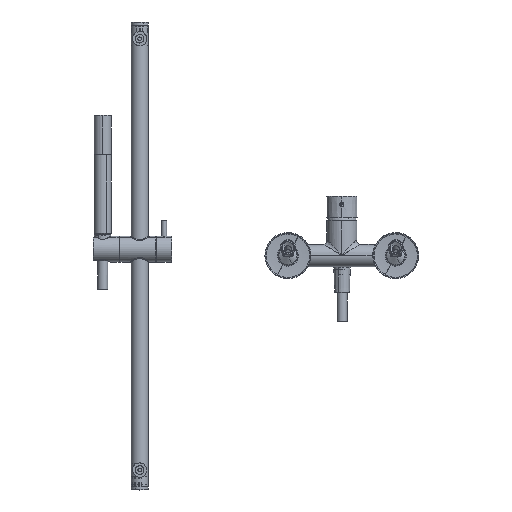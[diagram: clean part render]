
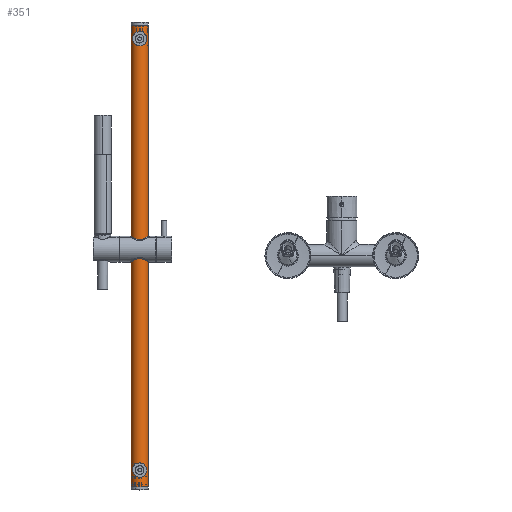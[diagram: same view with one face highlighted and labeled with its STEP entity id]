
A CAD part, front view. The second image highlights one B-rep face of the part: STEP entity #351.
In plain terms, the highlighted cylindrical face has radius 12 mm (diameter 24 mm), a partial arc.
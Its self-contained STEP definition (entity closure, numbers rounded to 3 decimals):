
#196=CARTESIAN_POINT('Axis2P3D Location',(0.,0.,160.5)) ;
#201=CARTESIAN_POINT('Line Origine',(-12.,0.,160.5)) ;
#205=CARTESIAN_POINT('Vertex',(-12.,0.,321.)) ;
#207=CARTESIAN_POINT('Vertex',(-12.,0.,-321.)) ;
#210=CARTESIAN_POINT('Axis2P3D Location',(0.,0.,-321.)) ;
#214=CARTESIAN_POINT('Vertex',(12.,0.,-321.)) ;
#217=CARTESIAN_POINT('Line Origine',(12.,0.,160.5)) ;
#221=CARTESIAN_POINT('Vertex',(12.,0.,321.)) ;
#224=CARTESIAN_POINT('Axis2P3D Location',(0.,0.,321.)) ;
#235=CARTESIAN_POINT('Line Origine',(5.,-10.909,160.5)) ;
#239=CARTESIAN_POINT('Vertex',(5.,-10.909,-297.75)) ;
#241=CARTESIAN_POINT('Vertex',(5.,-10.909,-302.25)) ;
#245=CARTESIAN_POINT('Control Point',(-5.,-10.909,-302.25)) ;
#246=CARTESIAN_POINT('Control Point',(-5.,-10.909,-303.014)) ;
#247=CARTESIAN_POINT('Control Point',(-4.854,-10.976,-303.777)) ;
#248=CARTESIAN_POINT('Control Point',(-4.563,-11.109,-304.493)) ;
#249=CARTESIAN_POINT('Control Point',(-3.677,-11.459,-305.875)) ;
#250=CARTESIAN_POINT('Control Point',(-2.317,-11.814,-306.81)) ;
#251=CARTESIAN_POINT('Control Point',(-1.475,-11.961,-307.155)) ;
#252=CARTESIAN_POINT('Control Point',(0.391,-12.082,-307.447)) ;
#253=CARTESIAN_POINT('Control Point',(2.194,-11.853,-306.896)) ;
#254=CARTESIAN_POINT('Control Point',(3.022,-11.65,-306.396)) ;
#255=CARTESIAN_POINT('Control Point',(4.118,-11.291,-305.335)) ;
#256=CARTESIAN_POINT('Control Point',(4.752,-11.023,-303.956)) ;
#257=CARTESIAN_POINT('Control Point',(4.917,-10.947,-303.4)) ;
#258=CARTESIAN_POINT('Control Point',(5.,-10.909,-302.825)) ;
#259=CARTESIAN_POINT('Control Point',(5.,-10.909,-302.25)) ;
#260=CARTESIAN_POINT('Vertex',(-5.,-10.909,-302.25)) ;
#263=CARTESIAN_POINT('Line Origine',(-5.,-10.909,160.5)) ;
#267=CARTESIAN_POINT('Vertex',(-5.,-10.909,-297.75)) ;
#271=CARTESIAN_POINT('Control Point',(5.,-10.909,-297.75)) ;
#272=CARTESIAN_POINT('Control Point',(5.,-10.909,-296.986)) ;
#273=CARTESIAN_POINT('Control Point',(4.854,-10.976,-296.223)) ;
#274=CARTESIAN_POINT('Control Point',(4.563,-11.109,-295.507)) ;
#275=CARTESIAN_POINT('Control Point',(3.677,-11.459,-294.125)) ;
#276=CARTESIAN_POINT('Control Point',(2.317,-11.814,-293.19)) ;
#277=CARTESIAN_POINT('Control Point',(1.475,-11.961,-292.845)) ;
#278=CARTESIAN_POINT('Control Point',(-0.391,-12.082,-292.553)) ;
#279=CARTESIAN_POINT('Control Point',(-2.194,-11.853,-293.104)) ;
#280=CARTESIAN_POINT('Control Point',(-3.022,-11.65,-293.604)) ;
#281=CARTESIAN_POINT('Control Point',(-4.118,-11.291,-294.665)) ;
#282=CARTESIAN_POINT('Control Point',(-4.752,-11.023,-296.044)) ;
#283=CARTESIAN_POINT('Control Point',(-4.917,-10.947,-296.6)) ;
#284=CARTESIAN_POINT('Control Point',(-5.,-10.909,-297.175)) ;
#285=CARTESIAN_POINT('Control Point',(-5.,-10.909,-297.75)) ;
#293=CARTESIAN_POINT('Line Origine',(-5.,-10.909,160.5)) ;
#297=CARTESIAN_POINT('Vertex',(-5.,-10.909,302.25)) ;
#299=CARTESIAN_POINT('Vertex',(-5.,-10.909,297.75)) ;
#303=CARTESIAN_POINT('Control Point',(-5.,-10.909,302.25)) ;
#304=CARTESIAN_POINT('Control Point',(-5.,-10.909,303.014)) ;
#305=CARTESIAN_POINT('Control Point',(-4.854,-10.976,303.777)) ;
#306=CARTESIAN_POINT('Control Point',(-4.563,-11.109,304.493)) ;
#307=CARTESIAN_POINT('Control Point',(-3.677,-11.459,305.875)) ;
#308=CARTESIAN_POINT('Control Point',(-2.317,-11.814,306.81)) ;
#309=CARTESIAN_POINT('Control Point',(-1.475,-11.961,307.155)) ;
#310=CARTESIAN_POINT('Control Point',(0.391,-12.082,307.447)) ;
#311=CARTESIAN_POINT('Control Point',(2.194,-11.853,306.896)) ;
#312=CARTESIAN_POINT('Control Point',(3.022,-11.65,306.396)) ;
#313=CARTESIAN_POINT('Control Point',(4.118,-11.291,305.335)) ;
#314=CARTESIAN_POINT('Control Point',(4.752,-11.023,303.956)) ;
#315=CARTESIAN_POINT('Control Point',(4.917,-10.947,303.4)) ;
#316=CARTESIAN_POINT('Control Point',(5.,-10.909,302.825)) ;
#317=CARTESIAN_POINT('Control Point',(5.,-10.909,302.25)) ;
#318=CARTESIAN_POINT('Vertex',(5.,-10.909,302.25)) ;
#321=CARTESIAN_POINT('Line Origine',(5.,-10.909,160.5)) ;
#325=CARTESIAN_POINT('Vertex',(5.,-10.909,297.75)) ;
#329=CARTESIAN_POINT('Control Point',(5.,-10.909,297.75)) ;
#330=CARTESIAN_POINT('Control Point',(5.,-10.909,296.986)) ;
#331=CARTESIAN_POINT('Control Point',(4.854,-10.976,296.223)) ;
#332=CARTESIAN_POINT('Control Point',(4.563,-11.109,295.507)) ;
#333=CARTESIAN_POINT('Control Point',(3.677,-11.459,294.125)) ;
#334=CARTESIAN_POINT('Control Point',(2.317,-11.814,293.19)) ;
#335=CARTESIAN_POINT('Control Point',(1.475,-11.961,292.845)) ;
#336=CARTESIAN_POINT('Control Point',(-0.391,-12.082,292.553)) ;
#337=CARTESIAN_POINT('Control Point',(-2.194,-11.853,293.104)) ;
#338=CARTESIAN_POINT('Control Point',(-3.022,-11.65,293.604)) ;
#339=CARTESIAN_POINT('Control Point',(-4.118,-11.291,294.665)) ;
#340=CARTESIAN_POINT('Control Point',(-4.752,-11.023,296.044)) ;
#341=CARTESIAN_POINT('Control Point',(-4.917,-10.947,296.6)) ;
#342=CARTESIAN_POINT('Control Point',(-5.,-10.909,297.175)) ;
#343=CARTESIAN_POINT('Control Point',(-5.,-10.909,297.75)) ;
#203=VECTOR('Line Direction',#202,1.) ;
#219=VECTOR('Line Direction',#218,1.) ;
#237=VECTOR('Line Direction',#236,1.) ;
#265=VECTOR('Line Direction',#264,1.) ;
#295=VECTOR('Line Direction',#294,1.) ;
#323=VECTOR('Line Direction',#322,1.) ;
#197=DIRECTION('Axis2P3D Direction',(0.,0.,1.)) ;
#198=DIRECTION('Axis2P3D XDirection',(1.,0.,0.)) ;
#202=DIRECTION('Vector Direction',(0.,0.,1.)) ;
#211=DIRECTION('Axis2P3D Direction',(0.,0.,1.)) ;
#218=DIRECTION('Vector Direction',(0.,0.,1.)) ;
#225=DIRECTION('Axis2P3D Direction',(0.,0.,1.)) ;
#236=DIRECTION('Vector Direction',(0.,0.,1.)) ;
#264=DIRECTION('Vector Direction',(0.,0.,1.)) ;
#294=DIRECTION('Vector Direction',(0.,0.,1.)) ;
#322=DIRECTION('Vector Direction',(0.,0.,1.)) ;
#199=AXIS2_PLACEMENT_3D('Cylinder Axis2P3D',#196,#197,#198) ;
#212=AXIS2_PLACEMENT_3D('Circle Axis2P3D',#210,#211,$) ;
#226=AXIS2_PLACEMENT_3D('Circle Axis2P3D',#224,#225,$) ;
#204=LINE('Line',#201,#203) ;
#220=LINE('Line',#217,#219) ;
#238=LINE('Line',#235,#237) ;
#266=LINE('Line',#263,#265) ;
#296=LINE('Line',#293,#295) ;
#324=LINE('Line',#321,#323) ;
#213=CIRCLE('generated circle',#212,12.) ;
#227=CIRCLE('generated circle',#226,12.) ;
#200=CYLINDRICAL_SURFACE('generated cylinder',#199,12.) ;
#292=FACE_BOUND('',#287,.T.) ;
#350=FACE_BOUND('',#345,.T.) ;
#209=EDGE_CURVE('',#206,#208,#204,.F.) ;
#216=EDGE_CURVE('',#208,#215,#213,.T.) ;
#223=EDGE_CURVE('',#222,#215,#220,.F.) ;
#228=EDGE_CURVE('',#206,#222,#227,.T.) ;
#243=EDGE_CURVE('',#240,#242,#238,.F.) ;
#262=EDGE_CURVE('',#261,#242,#244,.T.) ;
#269=EDGE_CURVE('',#261,#268,#266,.T.) ;
#286=EDGE_CURVE('',#240,#268,#270,.T.) ;
#301=EDGE_CURVE('',#298,#300,#296,.F.) ;
#320=EDGE_CURVE('',#298,#319,#302,.T.) ;
#327=EDGE_CURVE('',#326,#319,#324,.T.) ;
#344=EDGE_CURVE('',#326,#300,#328,.T.) ;
#230=ORIENTED_EDGE('',*,*,#209,.T.) ;
#231=ORIENTED_EDGE('',*,*,#216,.T.) ;
#232=ORIENTED_EDGE('',*,*,#223,.F.) ;
#233=ORIENTED_EDGE('',*,*,#228,.F.) ;
#288=ORIENTED_EDGE('',*,*,#243,.T.) ;
#289=ORIENTED_EDGE('',*,*,#262,.F.) ;
#290=ORIENTED_EDGE('',*,*,#269,.T.) ;
#291=ORIENTED_EDGE('',*,*,#286,.F.) ;
#346=ORIENTED_EDGE('',*,*,#301,.F.) ;
#347=ORIENTED_EDGE('',*,*,#320,.T.) ;
#348=ORIENTED_EDGE('',*,*,#327,.F.) ;
#349=ORIENTED_EDGE('',*,*,#344,.T.) ;
#229=EDGE_LOOP('',(#230,#231,#232,#233)) ;
#287=EDGE_LOOP('',(#288,#289,#290,#291)) ;
#345=EDGE_LOOP('',(#346,#347,#348,#349)) ;
#206=VERTEX_POINT('',#205) ;
#208=VERTEX_POINT('',#207) ;
#215=VERTEX_POINT('',#214) ;
#222=VERTEX_POINT('',#221) ;
#240=VERTEX_POINT('',#239) ;
#242=VERTEX_POINT('',#241) ;
#261=VERTEX_POINT('',#260) ;
#268=VERTEX_POINT('',#267) ;
#298=VERTEX_POINT('',#297) ;
#300=VERTEX_POINT('',#299) ;
#319=VERTEX_POINT('',#318) ;
#326=VERTEX_POINT('',#325) ;
#351=ADVANCED_FACE('P46108.1\\PartBody',(#234,#292,#350),#200,.T.) ;
#244=B_SPLINE_CURVE_WITH_KNOTS('',5,(#245,#246,#247,#248,#249,#250,#251,#252,#253,#254,#255,#256,#257,#258,#259),.UNSPECIFIED.,.F.,.U.,(6,3,3,3,6),(0.,5.399,11.68,18.408,22.475),.UNSPECIFIED.) ;
#270=B_SPLINE_CURVE_WITH_KNOTS('',5,(#271,#272,#273,#274,#275,#276,#277,#278,#279,#280,#281,#282,#283,#284,#285),.UNSPECIFIED.,.F.,.U.,(6,3,3,3,6),(0.,5.399,11.68,18.408,22.475),.UNSPECIFIED.) ;
#302=B_SPLINE_CURVE_WITH_KNOTS('',5,(#303,#304,#305,#306,#307,#308,#309,#310,#311,#312,#313,#314,#315,#316,#317),.UNSPECIFIED.,.F.,.U.,(6,3,3,3,6),(0.,5.399,11.68,18.408,22.475),.UNSPECIFIED.) ;
#328=B_SPLINE_CURVE_WITH_KNOTS('',5,(#329,#330,#331,#332,#333,#334,#335,#336,#337,#338,#339,#340,#341,#342,#343),.UNSPECIFIED.,.F.,.U.,(6,3,3,3,6),(0.,5.399,11.68,18.408,22.475),.UNSPECIFIED.) ;
#234=FACE_OUTER_BOUND('',#229,.T.) ;
